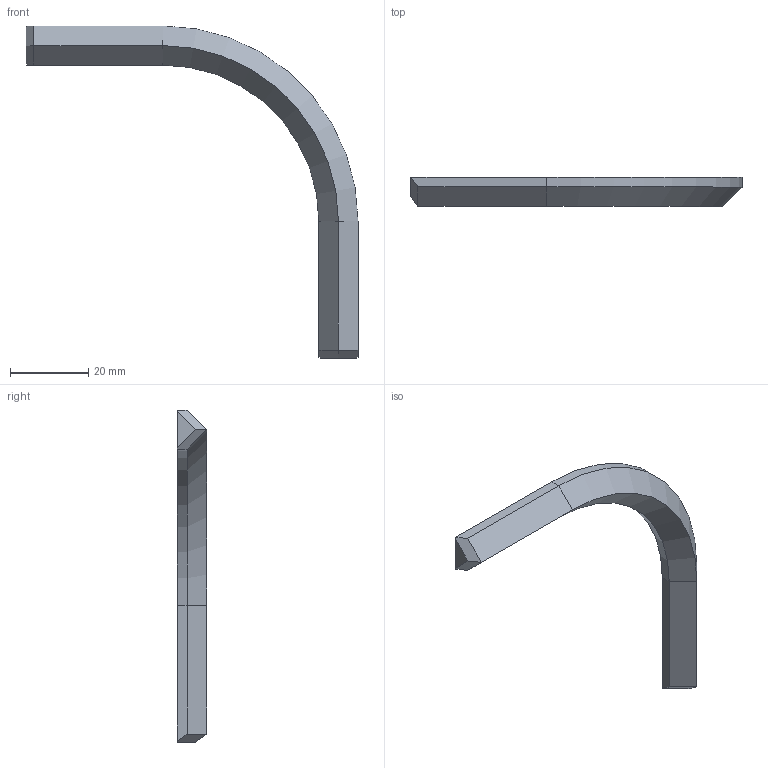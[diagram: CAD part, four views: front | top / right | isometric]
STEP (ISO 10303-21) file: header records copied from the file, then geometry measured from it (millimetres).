
FILE_DESCRIPTION(/* description */ (''),/* implementation_level */ '2;1');
FILE_NAME(/* name */ '',/* time_stamp */ '2025-11-09T21:51:43+03:00',/* author */ ('I9232'),/* organization */ (''),/* preprocessor_version */ 'ST-DEVELOPER v19.2',/* originating_system */ 'Autodesk Inventor 2023',/* authorisation */ '');
FILE_SCHEMA (('AUTOMOTIVE_DESIGN { 1 0 10303 214 3 1 1 }'));
Length unit declared in the file: millimetre
Products named in the file (1): кубик
Bounding box: 85 x 7.5 x 85 mm (x, y, z)
Volume: 6977.7 mm3; surface area: 4155.3 mm2
Topology: 1 solids, 1 shells, 19 faces, 43 edges, 26 vertices
Faces by surface type: plane 15, cone 2, cylinder 2
Entity records: 561 total; most frequent: CARTESIAN_POINT 89, DIRECTION 88, ORIENTED_EDGE 86, EDGE_CURVE 43, LINE 38, VECTOR 38, VERTEX_POINT 26, AXIS2_PLACEMENT_3D 25
